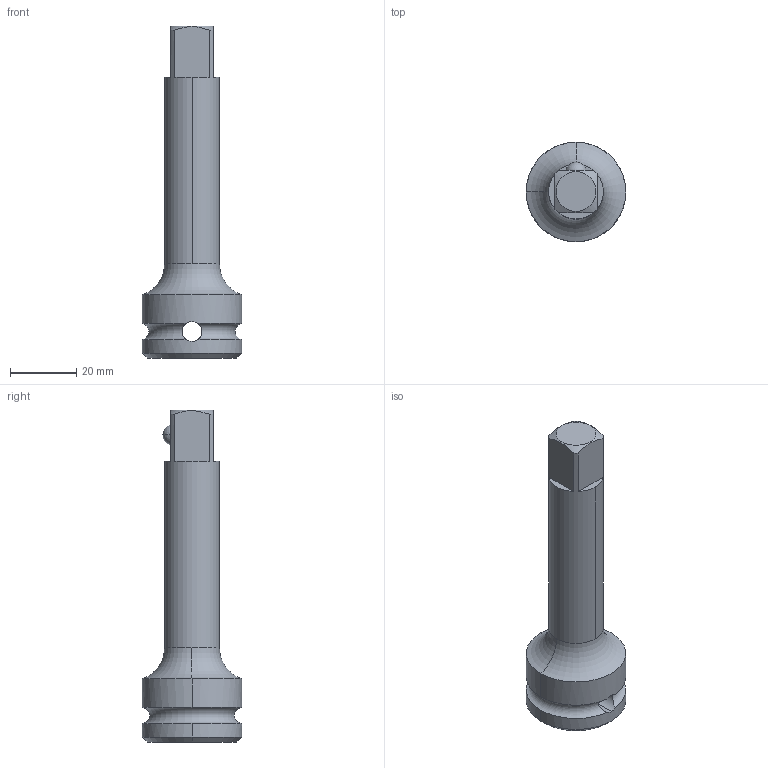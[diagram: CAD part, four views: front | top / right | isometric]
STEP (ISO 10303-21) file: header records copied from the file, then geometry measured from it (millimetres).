
FILE_DESCRIPTION((''),'2;1');
FILE_NAME('4027133442','2023-08-22T12:37:43',('A00565553'),(''),'CREO PARAMETRIC BY PTC INC, 2022414','CREO PARAMETRIC BY PTC INC, 2022414','');
FILE_SCHEMA(('CONFIG_CONTROL_DESIGN','GEOMETRIC_VALIDATION_PROPERTIES_MIM'));
Length unit declared in the file: millimetre
Products named in the file (1): 4027133442
Bounding box: 30 x 30 x 100 mm (x, y, z)
Volume: 26893.5 mm3; surface area: 8445.4 mm2
Topology: 2 solids, 2 shells, 53 faces, 145 edges, 89 vertices
Faces by surface type: plane 20, cylinder 17, cone 10, torus 4, sphere 2
Entity records: 2368 total; most frequent: CARTESIAN_POINT 508, ORIENTED_EDGE 278, DIRECTION 266, PRESENTATION_STYLE_ASSIGNMENT 143, STYLED_ITEM 141, CURVE_STYLE 139, EDGE_CURVE 139, AXIS2_PLACEMENT_3D 107
